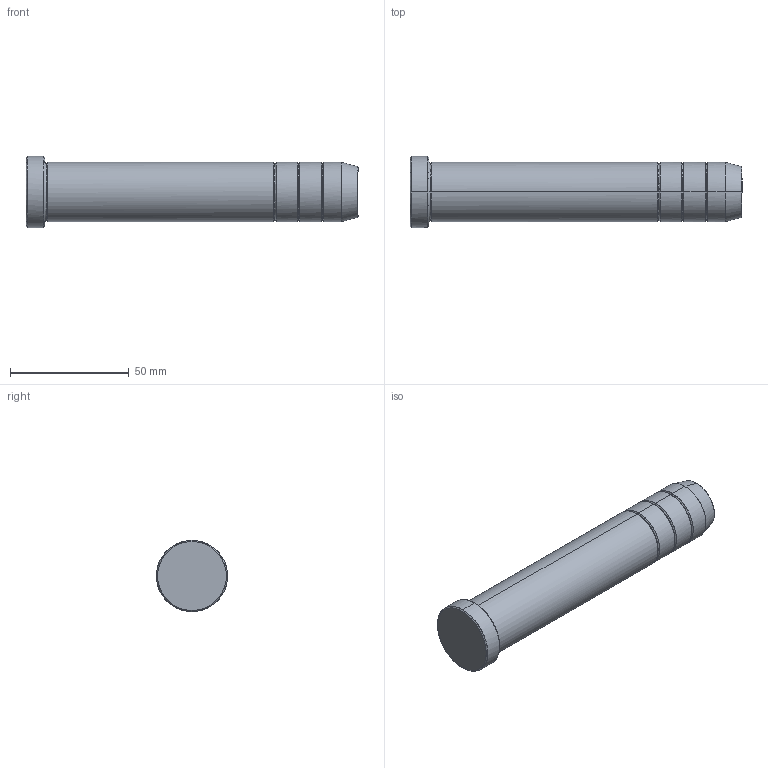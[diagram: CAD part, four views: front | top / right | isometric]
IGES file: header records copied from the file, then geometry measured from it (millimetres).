
Start section: Comment
Global section: file name: G_30x140.igs; native system:  By Spatial Corp.; preprocessor: XPlus PS/IGES 3.0; author: Author; organization: Title; date: 20040919.210703; units: inch
Bounding box: 140 x 29.95 x 30 mm (x, y, z)
Surface area: 12486.3 mm2 (no closed solid volume)
Topology: 0 solids, 0 shells, 35 faces, 136 edges, 136 vertices
Faces by surface type: bspline 35
